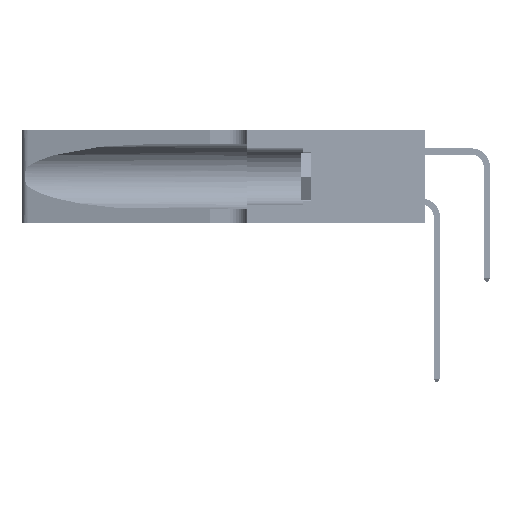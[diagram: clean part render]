
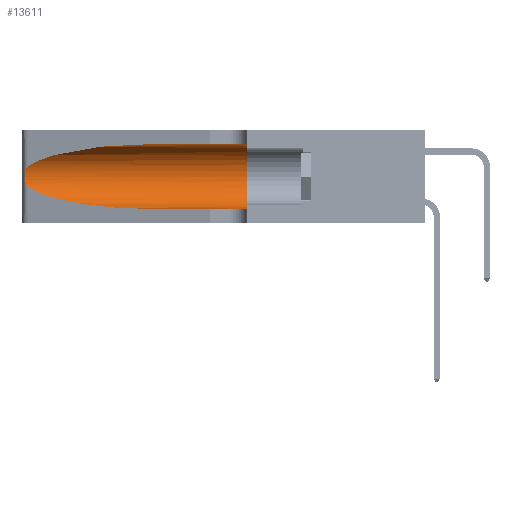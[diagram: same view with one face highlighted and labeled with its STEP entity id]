
A CAD part, left-side view. The second image highlights one B-rep face of the part: STEP entity #13611.
In plain terms, the highlighted cylindrical face has radius 3.308 mm (diameter 6.617 mm), a partial arc.
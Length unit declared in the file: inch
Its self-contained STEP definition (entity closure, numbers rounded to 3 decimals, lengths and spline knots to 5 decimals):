
#2634 = CYLINDRICAL_SURFACE ( 'NONE', #41446, 0.13025 ) ;
#2741 = CARTESIAN_POINT ( 'NONE',  ( 0.26075, 1.23896, 0.178 ) ) ;
#3587 = ORIENTED_EDGE ( 'NONE', *, *, #16010, .T. ) ;
#3923 = CARTESIAN_POINT ( 'NONE',  ( 0.1305, 0.35, 0.05475 ) ) ;
#4991 = CARTESIAN_POINT ( 'NONE',  ( 0.1305, 0.72297, 0.31525 ) ) ;
#5166 = AXIS2_PLACEMENT_3D ( 'NONE', #6148, #24816, #21494 ) ;
#5558 = ORIENTED_EDGE ( 'NONE', *, *, #45856, .T. ) ;
#6148 = CARTESIAN_POINT ( 'NONE',  ( 0.1305, 0.35, 0.185 ) ) ;
#6447 = CARTESIAN_POINT ( 'NONE',  ( 0.2373, 1.15595, 0.28018 ) ) ;
#6654 = CARTESIAN_POINT ( 'NONE',  ( 0.26075, 1.23896, 0.19203 ) ) ;
#6818 = CARTESIAN_POINT ( 'NONE',  ( 0.26017, 1.23833, 0.17102 ) ) ;
#7418 = ORIENTED_EDGE ( 'NONE', *, *, #18181, .T. ) ;
#7643 = CARTESIAN_POINT ( 'NONE',  ( 0.25487, 1.22718, 0.14631 ) ) ;
#7687 = CARTESIAN_POINT ( 'NONE',  ( 0.2373, 1.15595, 0.08982 ) ) ;
#7783 = VERTEX_POINT ( 'NONE', #4991 ) ;
#8593 = DIRECTION ( 'NONE',  ( 0., -1., 0. ) ) ;
#9197 =( BOUNDED_CURVE ( )  B_SPLINE_CURVE ( 3, ( #22994, #7687, #38493, #30100 ),
 .UNSPECIFIED., .F., .F. ) 
 B_SPLINE_CURVE_WITH_KNOTS ( ( 4, 4 ),
 ( 3.44316, 4.71239 ),
 .UNSPECIFIED. ) 
 CURVE ( )  GEOMETRIC_REPRESENTATION_ITEM ( )  RATIONAL_B_SPLINE_CURVE ( ( 1., 0.87, 0.87, 1. ) ) 
 REPRESENTATION_ITEM ( '' )  );
#9567 =( BOUNDED_CURVE ( )  B_SPLINE_CURVE ( 3, ( #18219, #25275, #6447, #17571 ),
 .UNSPECIFIED., .F., .F. ) 
 B_SPLINE_CURVE_WITH_KNOTS ( ( 4, 4 ),
 ( 1.5708, 2.84003 ),
 .UNSPECIFIED. ) 
 CURVE ( )  GEOMETRIC_REPRESENTATION_ITEM ( )  RATIONAL_B_SPLINE_CURVE ( ( 1., 0.87, 0.87, 1. ) ) 
 REPRESENTATION_ITEM ( '' )  );
#10047 = DIRECTION ( 'NONE',  ( 0., -1., 0. ) ) ;
#10169 = ORIENTED_EDGE ( 'NONE', *, *, #12721, .T. ) ;
#12403 = ORIENTED_EDGE ( 'NONE', *, *, #40442, .F. ) ;
#12510 = LINE ( 'NONE', #24016, #13753 ) ;
#12721 = EDGE_CURVE ( 'NONE', #7783, #41397, #9567, .T. ) ;
#13611 = ADVANCED_FACE ( 'NONE', ( #14783 ), #2634, .F. ) ;
#13616 = DIRECTION ( 'NONE',  ( 0., 0., -1. ) ) ;
#13753 = VECTOR ( 'NONE', #46948, 39.37008 ) ;
#14783 = FACE_OUTER_BOUND ( 'NONE', #49901, .T. ) ;
#16010 = EDGE_CURVE ( 'NONE', #20700, #17443, #35613, .T. ) ;
#16593 = CARTESIAN_POINT ( 'NONE',  ( 0.1305, 1.61858, 0.185 ) ) ;
#17443 = VERTEX_POINT ( 'NONE', #3923 ) ;
#17571 = CARTESIAN_POINT ( 'NONE',  ( 0.25487, 1.22718, 0.22369 ) ) ;
#17964 = CARTESIAN_POINT ( 'NONE',  ( 0.25555, 1.22994, 0.2215 ) ) ;
#18181 = EDGE_CURVE ( 'NONE', #41397, #48307, #34837, .T. ) ;
#18219 = CARTESIAN_POINT ( 'NONE',  ( 0.1305, 0.72297, 0.31525 ) ) ;
#20700 = VERTEX_POINT ( 'NONE', #40373 ) ;
#21494 = DIRECTION ( 'NONE',  ( 0., 0., 1. ) ) ;
#21821 = CARTESIAN_POINT ( 'NONE',  ( 0.25787, 1.23484, 0.2124 ) ) ;
#21990 = CARTESIAN_POINT ( 'NONE',  ( 0.25487, 1.22718, 0.22369 ) ) ;
#22994 = CARTESIAN_POINT ( 'NONE',  ( 0.25487, 1.22718, 0.14631 ) ) ;
#24016 = CARTESIAN_POINT ( 'NONE',  ( 0.1305, 1.61858, 0.31525 ) ) ;
#24816 = DIRECTION ( 'NONE',  ( 0., 1., 0. ) ) ;
#25275 = CARTESIAN_POINT ( 'NONE',  ( 0.18966, 0.96281, 0.31525 ) ) ;
#25825 = CARTESIAN_POINT ( 'NONE',  ( 0.26018, 1.23835, 0.19895 ) ) ;
#28562 = VERTEX_POINT ( 'NONE', #45538 ) ;
#30100 = CARTESIAN_POINT ( 'NONE',  ( 0.1305, 0.72297, 0.05475 ) ) ;
#30403 = CARTESIAN_POINT ( 'NONE',  ( 0.25555, 1.22993, 0.14849 ) ) ;
#30718 = CARTESIAN_POINT ( 'NONE',  ( 0.25789, 1.23486, 0.15765 ) ) ;
#33839 = VECTOR ( 'NONE', #8593, 39.37008 ) ;
#34589 = CARTESIAN_POINT ( 'NONE',  ( 0.25639, 1.23186, 0.15144 ) ) ;
#34837 = B_SPLINE_CURVE_WITH_KNOTS ( 'NONE', 3,
 ( #21990, #17964, #44891, #21821, #37301, #25825, #6654, #2741, #6818, #37641, #30718, #34589, #30403, #7643 ),
 .UNSPECIFIED., .F., .F.,
 ( 4, 2, 2, 2, 2, 2, 4 ),
 ( 0., 0.00027, 0.00053, 0.00107, 0.0016, 0.00187, 0.00214 ),
 .UNSPECIFIED. ) ;
#35613 = LINE ( 'NONE', #39219, #33839 ) ;
#37301 = CARTESIAN_POINT ( 'NONE',  ( 0.25854, 1.2359, 0.20912 ) ) ;
#37641 = CARTESIAN_POINT ( 'NONE',  ( 0.25856, 1.23593, 0.16098 ) ) ;
#38493 = CARTESIAN_POINT ( 'NONE',  ( 0.18966, 0.96281, 0.05475 ) ) ;
#39219 = CARTESIAN_POINT ( 'NONE',  ( 0.1305, 1.61858, 0.05475 ) ) ;
#40373 = CARTESIAN_POINT ( 'NONE',  ( 0.1305, 0.72297, 0.05475 ) ) ;
#40442 = EDGE_CURVE ( 'NONE', #7783, #28562, #12510, .T. ) ;
#41397 = VERTEX_POINT ( 'NONE', #43908 ) ;
#41446 = AXIS2_PLACEMENT_3D ( 'NONE', #16593, #10047, #13616 ) ;
#41795 = CIRCLE ( 'NONE', #5166, 0.13025 ) ;
#42027 = EDGE_CURVE ( 'NONE', #28562, #17443, #41795, .T. ) ;
#42555 = ORIENTED_EDGE ( 'NONE', *, *, #42027, .F. ) ;
#43908 = CARTESIAN_POINT ( 'NONE',  ( 0.25487, 1.22718, 0.22369 ) ) ;
#44891 = CARTESIAN_POINT ( 'NONE',  ( 0.25639, 1.23184, 0.21858 ) ) ;
#45538 = CARTESIAN_POINT ( 'NONE',  ( 0.1305, 0.35, 0.31525 ) ) ;
#45856 = EDGE_CURVE ( 'NONE', #48307, #20700, #9197, .T. ) ;
#46948 = DIRECTION ( 'NONE',  ( 0., -1., 0. ) ) ;
#48307 = VERTEX_POINT ( 'NONE', #48492 ) ;
#48492 = CARTESIAN_POINT ( 'NONE',  ( 0.25487, 1.22718, 0.14631 ) ) ;
#49901 = EDGE_LOOP ( 'NONE', ( #10169, #7418, #5558, #3587, #42555, #12403 ) ) ;
